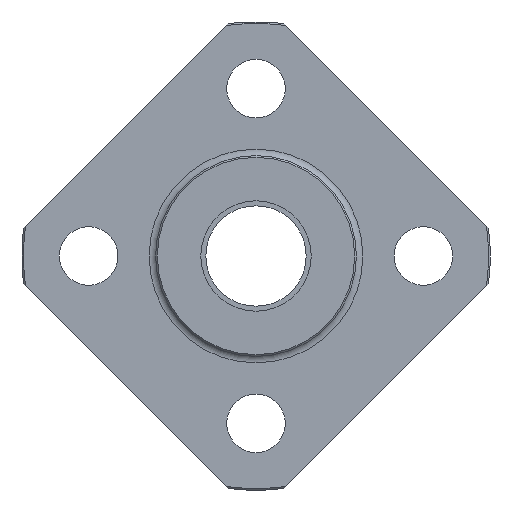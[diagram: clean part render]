
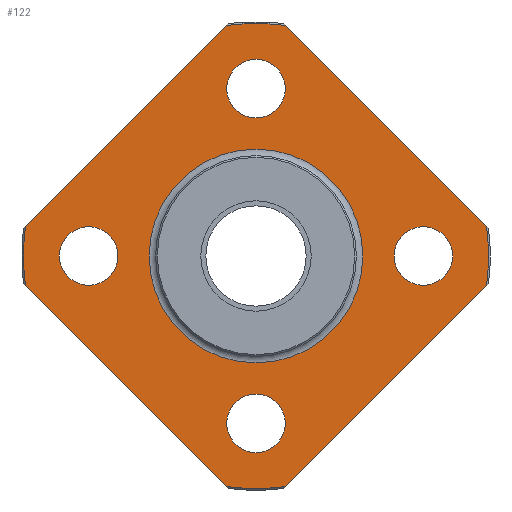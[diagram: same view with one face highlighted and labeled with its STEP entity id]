
A CAD part, left-side view. The second image highlights one B-rep face of the part: STEP entity #122.
In plain terms, the highlighted planar face has unit normal (-1, 0, 0).
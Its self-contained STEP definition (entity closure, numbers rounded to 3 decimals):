
#122 = ADVANCED_FACE( '', ( #262, #263, #264, #265, #266, #267 ), #268, .T. );
#262 = FACE_BOUND( '', #440, .T. );
#263 = FACE_BOUND( '', #441, .T. );
#264 = FACE_BOUND( '', #442, .T. );
#265 = FACE_OUTER_BOUND( '', #443, .T. );
#266 = FACE_BOUND( '', #444, .T. );
#267 = FACE_BOUND( '', #445, .T. );
#268 = PLANE( '', #446 );
#440 = EDGE_LOOP( '', ( #673 ) );
#441 = EDGE_LOOP( '', ( #674 ) );
#442 = EDGE_LOOP( '', ( #675 ) );
#443 = EDGE_LOOP( '', ( #676, #677, #678, #679, #680, #681, #682, #683 ) );
#444 = EDGE_LOOP( '', ( #684 ) );
#445 = EDGE_LOOP( '', ( #685 ) );
#446 = AXIS2_PLACEMENT_3D( '', #686, #687, #688 );
#673 = ORIENTED_EDGE( '', *, *, #946, .T. );
#674 = ORIENTED_EDGE( '', *, *, #923, .T. );
#675 = ORIENTED_EDGE( '', *, *, #929, .T. );
#676 = ORIENTED_EDGE( '', *, *, #905, .F. );
#677 = ORIENTED_EDGE( '', *, *, #937, .F. );
#678 = ORIENTED_EDGE( '', *, *, #947, .F. );
#679 = ORIENTED_EDGE( '', *, *, #891, .F. );
#680 = ORIENTED_EDGE( '', *, *, #948, .F. );
#681 = ORIENTED_EDGE( '', *, *, #949, .F. );
#682 = ORIENTED_EDGE( '', *, *, #932, .F. );
#683 = ORIENTED_EDGE( '', *, *, #950, .F. );
#684 = ORIENTED_EDGE( '', *, *, #916, .T. );
#685 = ORIENTED_EDGE( '', *, *, #926, .T. );
#686 = CARTESIAN_POINT( '', ( 5., 13.9, 0. ) );
#687 = DIRECTION( '', ( -1., 0., 0. ) );
#688 = DIRECTION( '', ( 0., 0., 1. ) );
#891 = EDGE_CURVE( '', #1020, #1022, #1023, .T. );
#905 = EDGE_CURVE( '', #1043, #1046, #1047, .T. );
#916 = EDGE_CURVE( '', #1063, #1063, #1064, .T. );
#923 = EDGE_CURVE( '', #1074, #1074, #1075, .F. );
#926 = EDGE_CURVE( '', #1079, #1079, #1080, .T. );
#929 = EDGE_CURVE( '', #1084, #1084, #1085, .T. );
#932 = EDGE_CURVE( '', #1087, #1090, #1091, .T. );
#937 = EDGE_CURVE( '', #1096, #1043, #1098, .T. );
#946 = EDGE_CURVE( '', #1111, #1111, #1112, .T. );
#947 = EDGE_CURVE( '', #1022, #1096, #1113, .T. );
#948 = EDGE_CURVE( '', #1114, #1020, #1115, .T. );
#949 = EDGE_CURVE( '', #1090, #1114, #1116, .T. );
#950 = EDGE_CURVE( '', #1046, #1087, #1117, .T. );
#1020 = VERTEX_POINT( '', #1213 );
#1022 = VERTEX_POINT( '', #1218 );
#1023 = LINE( '', #1219, #1220 );
#1043 = VERTEX_POINT( '', #1251 );
#1046 = VERTEX_POINT( '', #1257 );
#1047 = CIRCLE( '', #1258, 13.9 );
#1063 = VERTEX_POINT( '', #1278 );
#1064 = CIRCLE( '', #1279, 1.75 );
#1074 = VERTEX_POINT( '', #1292 );
#1075 = CIRCLE( '', #1293, 1.75 );
#1079 = VERTEX_POINT( '', #1297 );
#1080 = CIRCLE( '', #1298, 1.75 );
#1084 = VERTEX_POINT( '', #1302 );
#1085 = CIRCLE( '', #1303, 1.75 );
#1087 = VERTEX_POINT( '', #1305 );
#1090 = VERTEX_POINT( '', #1311 );
#1091 = CIRCLE( '', #1312, 13.9 );
#1096 = VERTEX_POINT( '', #1320 );
#1098 = LINE( '', #1325, #1326 );
#1111 = VERTEX_POINT( '', #1347 );
#1112 = CIRCLE( '', #1348, 6.39 );
#1113 = CIRCLE( '', #1349, 13.9 );
#1114 = VERTEX_POINT( '', #1350 );
#1115 = CIRCLE( '', #1351, 13.9 );
#1116 = LINE( '', #1352, #1353 );
#1117 = LINE( '', #1354, #1355 );
#1213 = CARTESIAN_POINT( '', ( 5., -13.787, -1.769 ) );
#1218 = CARTESIAN_POINT( '', ( 5., -1.769, -13.787 ) );
#1219 = CARTESIAN_POINT( '', ( 5., -0.828, -14.728 ) );
#1220 = VECTOR( '', #1443, 1000. );
#1251 = CARTESIAN_POINT( '', ( 5., 13.787, -1.769 ) );
#1257 = CARTESIAN_POINT( '', ( 5., 13.787, 1.769 ) );
#1258 = AXIS2_PLACEMENT_3D( '', #1458, #1459, #1460 );
#1278 = CARTESIAN_POINT( '', ( 5., -10., -1.75 ) );
#1279 = AXIS2_PLACEMENT_3D( '', #1477, #1478, #1479 );
#1292 = CARTESIAN_POINT( '', ( 5., 10., 1.75 ) );
#1293 = AXIS2_PLACEMENT_3D( '', #1489, #1490, #1491 );
#1297 = CARTESIAN_POINT( '', ( 5., 0., 8.25 ) );
#1298 = AXIS2_PLACEMENT_3D( '', #1495, #1496, #1497 );
#1302 = CARTESIAN_POINT( '', ( 5., 0., -11.75 ) );
#1303 = AXIS2_PLACEMENT_3D( '', #1501, #1502, #1503 );
#1305 = CARTESIAN_POINT( '', ( 5., 1.769, 13.787 ) );
#1311 = CARTESIAN_POINT( '', ( 5., -1.769, 13.787 ) );
#1312 = AXIS2_PLACEMENT_3D( '', #1504, #1505, #1506 );
#1320 = CARTESIAN_POINT( '', ( 5., 1.769, -13.787 ) );
#1325 = CARTESIAN_POINT( '', ( 5., 14.728, -0.828 ) );
#1326 = VECTOR( '', #1510, 1000. );
#1347 = CARTESIAN_POINT( '', ( 5., 0., -6.39 ) );
#1348 = AXIS2_PLACEMENT_3D( '', #1519, #1520, #1521 );
#1349 = AXIS2_PLACEMENT_3D( '', #1522, #1523, #1524 );
#1350 = CARTESIAN_POINT( '', ( 5., -13.787, 1.769 ) );
#1351 = AXIS2_PLACEMENT_3D( '', #1525, #1526, #1527 );
#1352 = CARTESIAN_POINT( '', ( 5., -0.828, 14.728 ) );
#1353 = VECTOR( '', #1528, 1000. );
#1354 = CARTESIAN_POINT( '', ( 5., 14.728, 0.828 ) );
#1355 = VECTOR( '', #1529, 1000. );
#1443 = DIRECTION( '', ( 0., 0.707, -0.707 ) );
#1458 = CARTESIAN_POINT( '', ( 5., 0., 0. ) );
#1459 = DIRECTION( '', ( 1., 0., 0. ) );
#1460 = DIRECTION( '', ( 0., 0., -1. ) );
#1477 = CARTESIAN_POINT( '', ( 5., -10., 0. ) );
#1478 = DIRECTION( '', ( 1., 0., 0. ) );
#1479 = DIRECTION( '', ( 0., 0., -1. ) );
#1489 = CARTESIAN_POINT( '', ( 5., 10., 0. ) );
#1490 = DIRECTION( '', ( -1., 0., 0. ) );
#1491 = DIRECTION( '', ( 0., 0., 1. ) );
#1495 = CARTESIAN_POINT( '', ( 5., 0., 10. ) );
#1496 = DIRECTION( '', ( 1., 0., 0. ) );
#1497 = DIRECTION( '', ( 0., 0., -1. ) );
#1501 = CARTESIAN_POINT( '', ( 5., 0., -10. ) );
#1502 = DIRECTION( '', ( 1., 0., 0. ) );
#1503 = DIRECTION( '', ( 0., 0., -1. ) );
#1504 = CARTESIAN_POINT( '', ( 5., 0., 0. ) );
#1505 = DIRECTION( '', ( 1., 0., 0. ) );
#1506 = DIRECTION( '', ( 0., 0., -1. ) );
#1510 = DIRECTION( '', ( 0., 0.707, 0.707 ) );
#1519 = CARTESIAN_POINT( '', ( 5., 0., 0. ) );
#1520 = DIRECTION( '', ( 1., 0., 0. ) );
#1521 = DIRECTION( '', ( 0., 0., -1. ) );
#1522 = CARTESIAN_POINT( '', ( 5., 0., 0. ) );
#1523 = DIRECTION( '', ( 1., 0., 0. ) );
#1524 = DIRECTION( '', ( 0., 0., -1. ) );
#1525 = CARTESIAN_POINT( '', ( 5., 0., 0. ) );
#1526 = DIRECTION( '', ( 1., 0., 0. ) );
#1527 = DIRECTION( '', ( 0., 0., -1. ) );
#1528 = DIRECTION( '', ( 0., -0.707, -0.707 ) );
#1529 = DIRECTION( '', ( 0., -0.707, 0.707 ) );
